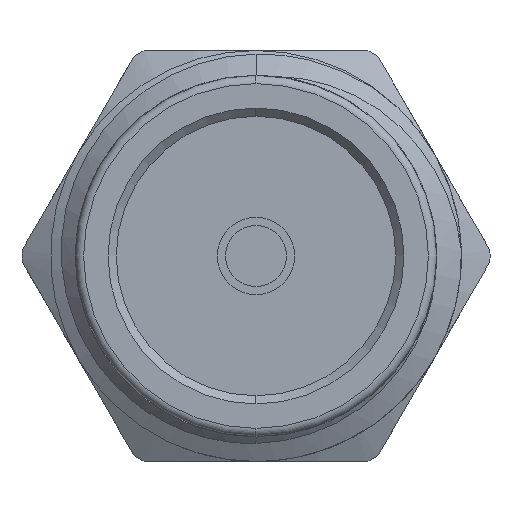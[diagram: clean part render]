
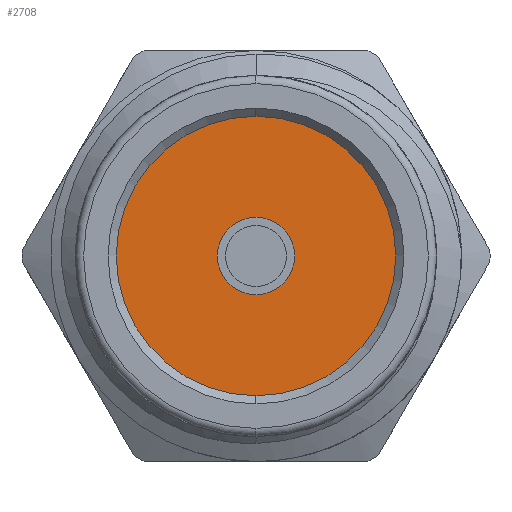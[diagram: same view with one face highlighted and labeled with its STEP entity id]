
A CAD part, left-side view. The second image highlights one B-rep face of the part: STEP entity #2708.
In plain terms, the highlighted planar face has unit normal (-1, 0, 0).
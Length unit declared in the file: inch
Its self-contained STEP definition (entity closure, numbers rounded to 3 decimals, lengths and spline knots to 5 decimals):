
#6 = ORIENTED_EDGE ( 'NONE', *, *, #663, .F. ) ;
#38 = DIRECTION ( 'NONE',  ( 0., 0., 1. ) ) ;
#131 = CARTESIAN_POINT ( 'NONE',  ( 0.075, 0., 0. ) ) ;
#151 = CARTESIAN_POINT ( 'NONE',  ( 0.075, 0., 0.085 ) ) ;
#369 = EDGE_CURVE ( 'NONE', #1423, #2835, #1104, .T. ) ;
#663 = EDGE_CURVE ( 'NONE', #1393, #2823, #2170, .T. ) ;
#675 = PLANE ( 'NONE',  #1143 ) ;
#773 = CARTESIAN_POINT ( 'NONE',  ( 0.075, 0., -0.085 ) ) ;
#806 = EDGE_LOOP ( 'NONE', ( #2195, #6 ) ) ;
#901 = FACE_BOUND ( 'NONE', #806, .T. ) ;
#1029 = DIRECTION ( 'NONE',  ( 0., 0., 1. ) ) ;
#1053 = CARTESIAN_POINT ( 'NONE',  ( 0.075, 0., -0.0235 ) ) ;
#1104 = CIRCLE ( 'NONE', #3007, 0.085 ) ;
#1143 = AXIS2_PLACEMENT_3D ( 'NONE', #1383, #2549, #2089 ) ;
#1200 = AXIS2_PLACEMENT_3D ( 'NONE', #1630, #1352, #1817 ) ;
#1352 = DIRECTION ( 'NONE',  ( -1., 0., 0. ) ) ;
#1356 = EDGE_LOOP ( 'NONE', ( #2993, #2075 ) ) ;
#1383 = CARTESIAN_POINT ( 'NONE',  ( 0.075, 0., 0. ) ) ;
#1393 = VERTEX_POINT ( 'NONE', #1053 ) ;
#1412 = FACE_OUTER_BOUND ( 'NONE', #1356, .T. ) ;
#1423 = VERTEX_POINT ( 'NONE', #151 ) ;
#1515 = DIRECTION ( 'NONE',  ( -1., 0., 0. ) ) ;
#1545 = CARTESIAN_POINT ( 'NONE',  ( 0.075, 0., 0. ) ) ;
#1630 = CARTESIAN_POINT ( 'NONE',  ( 0.075, 0., 0. ) ) ;
#1817 = DIRECTION ( 'NONE',  ( 0., 0., 1. ) ) ;
#1918 = EDGE_CURVE ( 'NONE', #2823, #1393, #2497, .T. ) ;
#1931 = CARTESIAN_POINT ( 'NONE',  ( 0.075, 0., 0. ) ) ;
#2075 = ORIENTED_EDGE ( 'NONE', *, *, #2268, .T. ) ;
#2089 = DIRECTION ( 'NONE',  ( 0., 0., 1. ) ) ;
#2170 = CIRCLE ( 'NONE', #1200, 0.0235 ) ;
#2195 = ORIENTED_EDGE ( 'NONE', *, *, #1918, .F. ) ;
#2227 = DIRECTION ( 'NONE',  ( -1., 0., 0. ) ) ;
#2268 = EDGE_CURVE ( 'NONE', #2835, #1423, #2349, .T. ) ;
#2349 = CIRCLE ( 'NONE', #2739, 0.085 ) ;
#2450 = AXIS2_PLACEMENT_3D ( 'NONE', #1545, #1515, #1029 ) ;
#2497 = CIRCLE ( 'NONE', #2450, 0.0235 ) ;
#2549 = DIRECTION ( 'NONE',  ( -1., 0., 0. ) ) ;
#2663 = DIRECTION ( 'NONE',  ( 0., 0., 1. ) ) ;
#2708 = ADVANCED_FACE ( 'NONE', ( #901, #1412 ), #675, .T. ) ;
#2739 = AXIS2_PLACEMENT_3D ( 'NONE', #131, #2227, #2663 ) ;
#2823 = VERTEX_POINT ( 'NONE', #2836 ) ;
#2824 = DIRECTION ( 'NONE',  ( -1., 0., 0. ) ) ;
#2835 = VERTEX_POINT ( 'NONE', #773 ) ;
#2836 = CARTESIAN_POINT ( 'NONE',  ( 0.075, 0., 0.0235 ) ) ;
#2993 = ORIENTED_EDGE ( 'NONE', *, *, #369, .T. ) ;
#3007 = AXIS2_PLACEMENT_3D ( 'NONE', #1931, #2824, #38 ) ;
